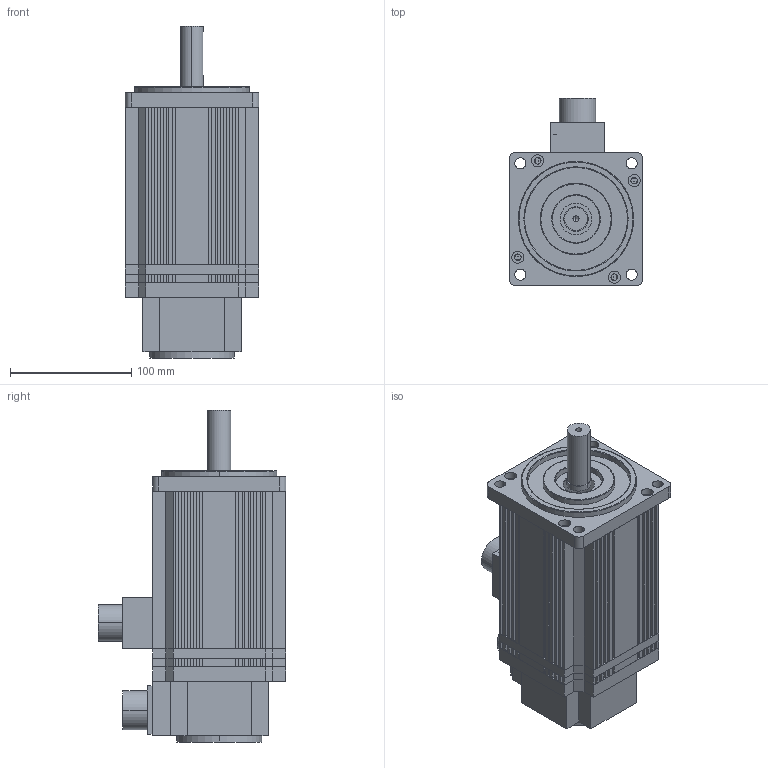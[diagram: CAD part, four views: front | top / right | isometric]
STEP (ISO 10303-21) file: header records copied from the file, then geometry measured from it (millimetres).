
FILE_DESCRIPTION (( 'STEP AP214' ), '1' );
FILE_NAME ('M110SFM-C06030-XXB1.STEP', '2024-08-14T01:42:04', ( 'HP' ), ( 'HP' ), 'SwSTEP 2.0', 'SolidWorks 2020', '' );
FILE_SCHEMA (( 'AUTOMOTIVE_DESIGN' ));
Length unit declared in the file: millimetre
Products named in the file (12): 130____2_2.STEP; ______.STEP; 110__________.STEP; 110 ________.STEP; 130_____2.STEP; 110_____2-0.STEP; 110 5______.STEP; 130______.STEP; M110SFM-C06030-XXB1; 110___2.STEP; 110________.STEP; 110_____2.STEP
Assembly tree (10 placements, depth 3):
  ______.STEP
  M110SFM-C06030-XXB1
    110__________.STEP
      110 ________.STEP
      110________.STEP
    110 5______.STEP
    110_____2.STEP
    110_____2-0.STEP
    110___2.STEP
    130______.STEP
    130____2_2.STEP
    130_____2.STEP
Bounding box: 110 x 155 x 274 mm (x, y, z)
Volume: 1112000.6 mm3; surface area: 340870.6 mm2
Topology: 9 solids, 9 shells, 731 faces, 1927 edges, 1265 vertices
Faces by surface type: plane 492, cylinder 203, cone 18, bspline 18
Entity records: 24054 total; most frequent: CARTESIAN_POINT 5182, ORIENTED_EDGE 3818, DIRECTION 3767, EDGE_CURVE 1909, VECTOR 1463, LINE 1463, VERTEX_POINT 1265, AXIS2_PLACEMENT_3D 1152
